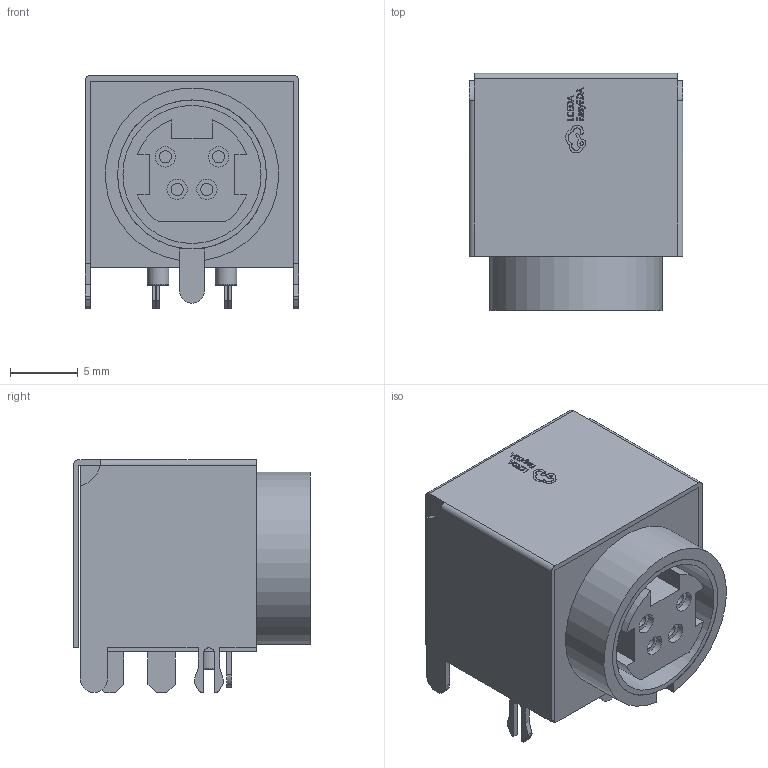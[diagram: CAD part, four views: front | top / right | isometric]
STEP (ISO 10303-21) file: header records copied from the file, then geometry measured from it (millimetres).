
FILE_DESCRIPTION(/* description */ ('Designed by EasyEDA Pro','CAx-IF Rec.Pracs.---Representation and Presentation of Product Manufacturing Information (PMI)---4.0---2014-10-13'),/* implementation_level */ '2;1');
FILE_NAME(/* name */ 'CON_DIN422.step',/* time_stamp */ '2025-10-20T00:32:49+08:00',/* author */ (''),/* organization */ (''),/* preprocessor_version */ 'ST-DEVELOPER v20',/* originating_system */ 'Autodesk Translation Framework v13.20.0.188',/* authorisation */ '');
FILE_SCHEMA (('AP242_MANAGED_MODEL_BASED_3D_ENGINEERING_MIM_LF { 1 0 10303 442 1 1 4 }'));
Length unit declared in the file: millimetre
Products named in the file (4): EasyEDA PCB Model~y8lq; Board~y8lq; U1~CONN-TH_DIN-422~CONN-TH_DIN-422~y8lq; CONN-TH_DIN-422~CONN-TH_DIN-422~y8lq
Assembly tree (3 placements, depth 3):
  EasyEDA PCB Model~y8lq
    Board~y8lq
    U1~CONN-TH_DIN-422~CONN-TH_DIN-422~y8lq
      CONN-TH_DIN-422~CONN-TH_DIN-422~y8lq
Bounding box: 15.8 x 17.5 x 17.21 mm (x, y, z)
Volume: 2942.2 mm3; surface area: 5118.4 mm2
Topology: 3 solids, 3 shells, 368 faces, 977 edges, 650 vertices
Faces by surface type: plane 232, bspline 98, cylinder 36, torus 2
Full cylindrical faces by diameter (mm): 0.9 x4, 1.5 x4, 1.6 x2, 10.2 x1, 11 x2
Entity records: 12389 total; most frequent: CARTESIAN_POINT 3062, ORIENTED_EDGE 1954, DIRECTION 1583, EDGE_CURVE 977, LINE 697, VECTOR 697, VERTEX_POINT 650, AXIS2_PLACEMENT_3D 443
